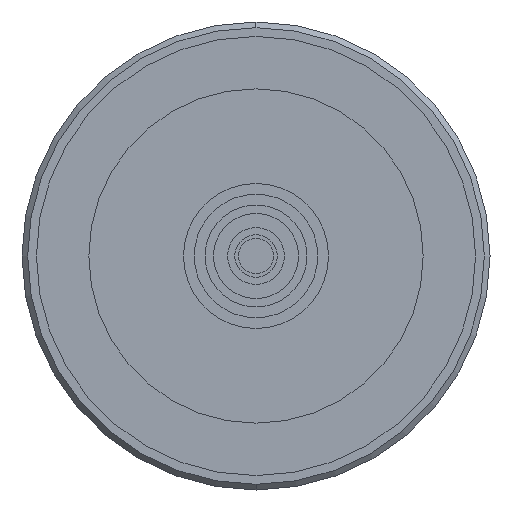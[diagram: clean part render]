
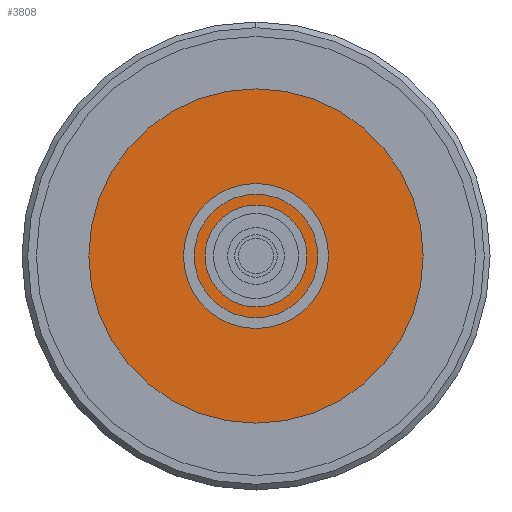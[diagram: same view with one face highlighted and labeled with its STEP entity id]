
A CAD part, left-side view. The second image highlights one B-rep face of the part: STEP entity #3808.
In plain terms, the highlighted planar face has unit normal (-1, 0, 0).
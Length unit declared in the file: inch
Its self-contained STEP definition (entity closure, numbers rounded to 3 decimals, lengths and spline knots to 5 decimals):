
#1707 = DIRECTION ( 'NONE',  ( 0., 0., -1. ) ) ;
#1708 = DIRECTION ( 'NONE',  ( -1., 0., 0. ) ) ;
#1709 = CARTESIAN_POINT ( 'NONE',  ( -0.074, 0., 0. ) ) ;
#1799 = CIRCLE ( 'NONE', #1804, 0.09 ) ;
#1804 = AXIS2_PLACEMENT_3D ( 'NONE', #1709, #1708, #1707 ) ;
#1906 = CARTESIAN_POINT ( 'NONE',  ( -0.074, 0., 0.09 ) ) ;
#1950 = DIRECTION ( 'NONE',  ( 0., 0., -1. ) ) ;
#1951 = DIRECTION ( 'NONE',  ( -1., 0., 0. ) ) ;
#1952 = CARTESIAN_POINT ( 'NONE',  ( -0.074, 0., 0. ) ) ;
#1953 = AXIS2_PLACEMENT_3D ( 'NONE', #1952, #1951, #1950 ) ;
#2011 = CIRCLE ( 'NONE', #1953, 0.09 ) ;
#2045 = CARTESIAN_POINT ( 'NONE',  ( -0.074, 0., -0.09 ) ) ;
#2110 = DIRECTION ( 'NONE',  ( 0., 0., -1. ) ) ;
#2111 = DIRECTION ( 'NONE',  ( 1., 0., 0. ) ) ;
#2112 = AXIS2_PLACEMENT_3D ( 'NONE', #2115, #2111, #2110 ) ;
#2115 = CARTESIAN_POINT ( 'NONE',  ( -0.074, 0., 0. ) ) ;
#2119 = CIRCLE ( 'NONE', #2112, 0.295 ) ;
#2123 = CARTESIAN_POINT ( 'NONE',  ( -0.074, 0., 0.295 ) ) ;
#2191 = CARTESIAN_POINT ( 'NONE',  ( -0.074, 0., -0.295 ) ) ;
#2661 = AXIS2_PLACEMENT_3D ( 'NONE', #2664, #2694, #2693 ) ;
#2662 = FACE_BOUND ( 'NONE', #3918, .T. ) ;
#2663 = FACE_OUTER_BOUND ( 'NONE', #3919, .T. ) ;
#2664 = CARTESIAN_POINT ( 'NONE',  ( -0.074, 0., 0. ) ) ;
#2688 = PLANE ( 'NONE',  #2661 ) ;
#2693 = DIRECTION ( 'NONE',  ( 0., 0., -1. ) ) ;
#2694 = DIRECTION ( 'NONE',  ( 1., 0., 0. ) ) ;
#2708 = CIRCLE ( 'NONE', #2751, 0.295 ) ;
#2709 = CARTESIAN_POINT ( 'NONE',  ( -0.074, 0., 0. ) ) ;
#2738 = DIRECTION ( 'NONE',  ( 0., 0., -1. ) ) ;
#2739 = DIRECTION ( 'NONE',  ( 1., 0., 0. ) ) ;
#2751 = AXIS2_PLACEMENT_3D ( 'NONE', #2709, #2739, #2738 ) ;
#2878 = ORIENTED_EDGE ( 'NONE', *, *, #3562, .F. ) ;
#3082 = EDGE_CURVE ( 'NONE', #3520, #3512, #1799, .T. ) ;
#3512 = VERTEX_POINT ( 'NONE', #1906 ) ;
#3520 = VERTEX_POINT ( 'NONE', #2045 ) ;
#3562 = EDGE_CURVE ( 'NONE', #3512, #3520, #2011, .T. ) ;
#3587 = VERTEX_POINT ( 'NONE', #2191 ) ;
#3591 = VERTEX_POINT ( 'NONE', #2123 ) ;
#3592 = EDGE_CURVE ( 'NONE', #3587, #3591, #2119, .T. ) ;
#3803 = ORIENTED_EDGE ( 'NONE', *, *, #3082, .F. ) ;
#3808 = ADVANCED_FACE ( 'NONE', ( #2663, #2662 ), #2688, .F. ) ;
#3809 = ORIENTED_EDGE ( 'NONE', *, *, #3592, .F. ) ;
#3810 = ORIENTED_EDGE ( 'NONE', *, *, #3920, .F. ) ;
#3918 = EDGE_LOOP ( 'NONE', ( #3803, #2878 ) ) ;
#3919 = EDGE_LOOP ( 'NONE', ( #3810, #3809 ) ) ;
#3920 = EDGE_CURVE ( 'NONE', #3591, #3587, #2708, .T. ) ;
